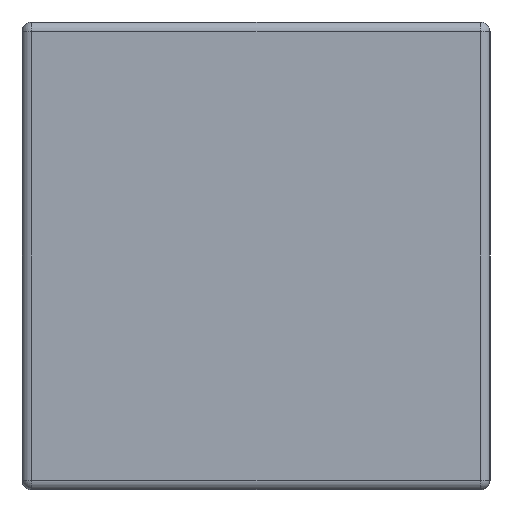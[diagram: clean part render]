
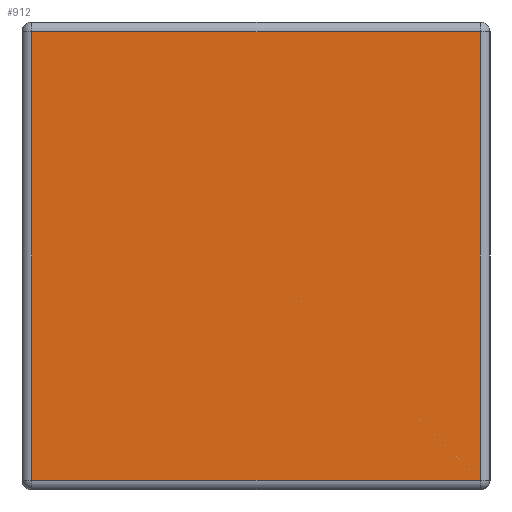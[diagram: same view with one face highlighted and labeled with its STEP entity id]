
A CAD part, left-side view. The second image highlights one B-rep face of the part: STEP entity #912.
In plain terms, the highlighted planar face has unit normal (-1, 0, 0).
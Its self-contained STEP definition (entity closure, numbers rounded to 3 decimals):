
#57 = EDGE_CURVE ( 'NONE', #3934, #3658, #1017, .T. ) ;
#158 = ORIENTED_EDGE ( 'NONE', *, *, #57, .T. ) ;
#175 = LINE ( 'NONE', #4118, #769 ) ;
#222 = DIRECTION ( 'NONE',  ( 0., 0., 1. ) ) ;
#280 = DIRECTION ( 'NONE',  ( 0., 0., -1. ) ) ;
#354 = FACE_OUTER_BOUND ( 'NONE', #3824, .T. ) ;
#624 = DIRECTION ( 'NONE',  ( 0., -1., 0. ) ) ;
#634 = CARTESIAN_POINT ( 'NONE',  ( 0., 0.93, -0.95 ) ) ;
#769 = VECTOR ( 'NONE', #624, 1000. ) ;
#912 = ADVANCED_FACE ( 'NONE', ( #354 ), #3879, .T. ) ;
#1017 = LINE ( 'NONE', #634, #3876 ) ;
#1070 = DIRECTION ( 'NONE',  ( -1., 0., 0. ) ) ;
#1407 = DIRECTION ( 'NONE',  ( 0., 1., 0. ) ) ;
#1973 = VERTEX_POINT ( 'NONE', #4275 ) ;
#2422 = CARTESIAN_POINT ( 'NONE',  ( 0., 0.93, -0.02 ) ) ;
#2519 = CARTESIAN_POINT ( 'NONE',  ( 0., 0., 0. ) ) ;
#2597 = EDGE_CURVE ( 'NONE', #1973, #2820, #3434, .T. ) ;
#2820 = VERTEX_POINT ( 'NONE', #4449 ) ;
#3020 = ORIENTED_EDGE ( 'NONE', *, *, #3330, .T. ) ;
#3139 = CARTESIAN_POINT ( 'NONE',  ( 0., 0.93, -0.93 ) ) ;
#3189 = LINE ( 'NONE', #4626, #3554 ) ;
#3330 = EDGE_CURVE ( 'NONE', #3658, #1973, #175, .T. ) ;
#3415 = ORIENTED_EDGE ( 'NONE', *, *, #2597, .T. ) ;
#3434 = LINE ( 'NONE', #3847, #4497 ) ;
#3554 = VECTOR ( 'NONE', #1407, 1000. ) ;
#3658 = VERTEX_POINT ( 'NONE', #3139 ) ;
#3764 = EDGE_CURVE ( 'NONE', #2820, #3934, #3189, .T. ) ;
#3824 = EDGE_LOOP ( 'NONE', ( #3020, #3415, #4096, #158 ) ) ;
#3847 = CARTESIAN_POINT ( 'NONE',  ( 0., 0.02, 0. ) ) ;
#3876 = VECTOR ( 'NONE', #280, 1000. ) ;
#3879 = PLANE ( 'NONE',  #4619 ) ;
#3934 = VERTEX_POINT ( 'NONE', #2422 ) ;
#4096 = ORIENTED_EDGE ( 'NONE', *, *, #3764, .T. ) ;
#4118 = CARTESIAN_POINT ( 'NONE',  ( 0., 0., -0.93 ) ) ;
#4220 = DIRECTION ( 'NONE',  ( 0., 0., 1. ) ) ;
#4275 = CARTESIAN_POINT ( 'NONE',  ( 0., 0.02, -0.93 ) ) ;
#4449 = CARTESIAN_POINT ( 'NONE',  ( 0., 0.02, -0.02 ) ) ;
#4497 = VECTOR ( 'NONE', #222, 1000. ) ;
#4619 = AXIS2_PLACEMENT_3D ( 'NONE', #2519, #1070, #4220 ) ;
#4626 = CARTESIAN_POINT ( 'NONE',  ( 0., 0.95, -0.02 ) ) ;
